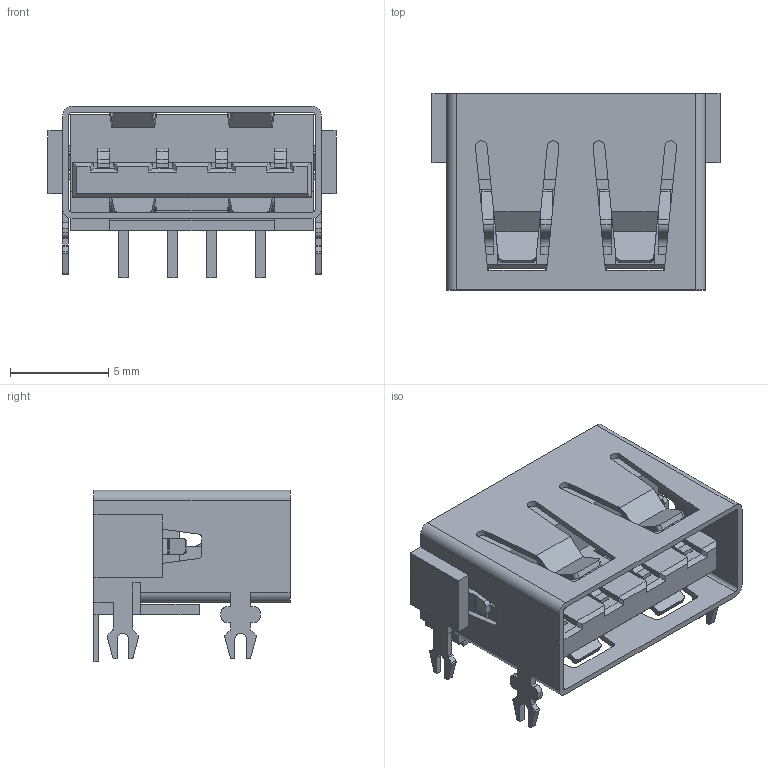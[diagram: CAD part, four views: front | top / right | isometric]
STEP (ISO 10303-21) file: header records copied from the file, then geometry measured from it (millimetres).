
FILE_DESCRIPTION (( 'STEP AP214' ), '1' );
FILE_NAME ('USB-TH_10.0-4C6.3-ZB.STEP', '2024-01-28T15:20:56', ( '' ), ( '' ), 'SwSTEP 2.0', 'SolidWorks 2020', '' );
FILE_SCHEMA (( 'AUTOMOTIVE_DESIGN' ));
Length unit declared in the file: millimetre
Products named in the file (1): USB-TH_10.0-4C6.3-ZB
Bounding box: 14.7 x 10 x 8.75 mm (x, y, z)
Volume: 471.6 mm3; surface area: 1370.7 mm2
Topology: 10 solids, 10 shells, 712 faces, 2006 edges, 1330 vertices
Faces by surface type: plane 485, cylinder 129, bspline 98
Entity records: 31293 total; most frequent: CARTESIAN_POINT 5403, ORIENTED_EDGE 4012, DIRECTION 3266, EDGE_CURVE 2006, LINE 1544, VECTOR 1544, VERTEX_POINT 1330, AXIS2_PLACEMENT_3D 861
